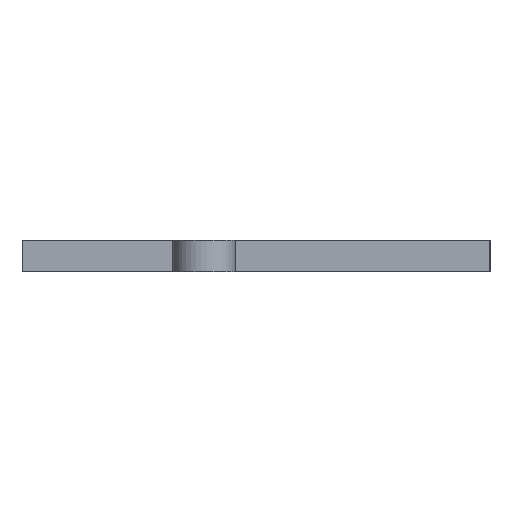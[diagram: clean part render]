
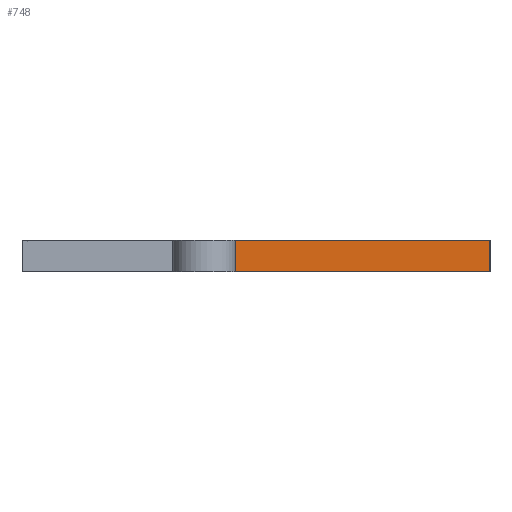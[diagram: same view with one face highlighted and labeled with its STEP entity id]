
A CAD part, left-side view. The second image highlights one B-rep face of the part: STEP entity #748.
In plain terms, the highlighted planar face has unit normal (-1, 0, 0).
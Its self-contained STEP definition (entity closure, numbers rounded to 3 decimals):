
#21 = EDGE_CURVE('',#22,#24,#26,.T.);
#22 = VERTEX_POINT('',#23);
#23 = CARTESIAN_POINT('',(-48.047,-20.,0.));
#24 = VERTEX_POINT('',#25);
#25 = CARTESIAN_POINT('',(-48.047,-20.,3.));
#26 = SURFACE_CURVE('',#27,(#31,#43),.PCURVE_S1.);
#27 = LINE('',#28,#29);
#28 = CARTESIAN_POINT('',(-48.047,-20.,0.));
#29 = VECTOR('',#30,1.);
#30 = DIRECTION('',(0.,0.,1.));
#31 = PCURVE('',#32,#37);
#32 = PLANE('',#33);
#33 = AXIS2_PLACEMENT_3D('',#34,#35,#36);
#34 = CARTESIAN_POINT('',(-48.047,-20.,0.));
#35 = DIRECTION('',(0.,1.,0.));
#36 = DIRECTION('',(1.,0.,0.));
#37 = DEFINITIONAL_REPRESENTATION('',(#38),#42);
#38 = LINE('',#39,#40);
#39 = CARTESIAN_POINT('',(0.,0.));
#40 = VECTOR('',#41,1.);
#41 = DIRECTION('',(0.,-1.));
#42 = ( GEOMETRIC_REPRESENTATION_CONTEXT(2) 
PARAMETRIC_REPRESENTATION_CONTEXT() REPRESENTATION_CONTEXT('2D SPACE',''
  ) );
#43 = PCURVE('',#44,#49);
#44 = PLANE('',#45);
#45 = AXIS2_PLACEMENT_3D('',#46,#47,#48);
#46 = CARTESIAN_POINT('',(-48.047,5.,0.));
#47 = DIRECTION('',(1.,0.,0.));
#48 = DIRECTION('',(0.,-1.,0.));
#49 = DEFINITIONAL_REPRESENTATION('',(#50),#54);
#50 = LINE('',#51,#52);
#51 = CARTESIAN_POINT('',(25.,0.));
#52 = VECTOR('',#53,1.);
#53 = DIRECTION('',(0.,-1.));
#54 = ( GEOMETRIC_REPRESENTATION_CONTEXT(2) 
PARAMETRIC_REPRESENTATION_CONTEXT() REPRESENTATION_CONTEXT('2D SPACE',''
  ) );
#72 = PLANE('',#73);
#73 = AXIS2_PLACEMENT_3D('',#74,#75,#76);
#74 = CARTESIAN_POINT('',(-0.409,3.386,3.));
#75 = DIRECTION('',(0.,0.,1.));
#76 = DIRECTION('',(1.,0.,0.));
#126 = PLANE('',#127);
#127 = AXIS2_PLACEMENT_3D('',#128,#129,#130);
#128 = CARTESIAN_POINT('',(-0.409,3.386,0.));
#129 = DIRECTION('',(0.,0.,1.));
#130 = DIRECTION('',(1.,0.,0.));
#643 = CYLINDRICAL_SURFACE('',#644,3.);
#644 = AXIS2_PLACEMENT_3D('',#645,#646,#647);
#645 = CARTESIAN_POINT('',(-49.705,7.5,0.));
#646 = DIRECTION('',(-0.,-0.,-1.));
#647 = DIRECTION('',(1.,0.,0.));
#681 = VERTEX_POINT('',#682);
#682 = CARTESIAN_POINT('',(-48.047,5.,3.));
#704 = EDGE_CURVE('',#705,#681,#707,.T.);
#705 = VERTEX_POINT('',#706);
#706 = CARTESIAN_POINT('',(-48.047,5.,0.));
#707 = SURFACE_CURVE('',#708,(#712,#719),.PCURVE_S1.);
#708 = LINE('',#709,#710);
#709 = CARTESIAN_POINT('',(-48.047,5.,0.));
#710 = VECTOR('',#711,1.);
#711 = DIRECTION('',(0.,0.,1.));
#712 = PCURVE('',#643,#713);
#713 = DEFINITIONAL_REPRESENTATION('',(#714),#718);
#714 = LINE('',#715,#716);
#715 = CARTESIAN_POINT('',(-5.298,0.));
#716 = VECTOR('',#717,1.);
#717 = DIRECTION('',(-0.,-1.));
#718 = ( GEOMETRIC_REPRESENTATION_CONTEXT(2) 
PARAMETRIC_REPRESENTATION_CONTEXT() REPRESENTATION_CONTEXT('2D SPACE',''
  ) );
#719 = PCURVE('',#44,#720);
#720 = DEFINITIONAL_REPRESENTATION('',(#721),#725);
#721 = LINE('',#722,#723);
#722 = CARTESIAN_POINT('',(0.,0.));
#723 = VECTOR('',#724,1.);
#724 = DIRECTION('',(0.,-1.));
#725 = ( GEOMETRIC_REPRESENTATION_CONTEXT(2) 
PARAMETRIC_REPRESENTATION_CONTEXT() REPRESENTATION_CONTEXT('2D SPACE',''
  ) );
#748 = ADVANCED_FACE('',(#749),#44,.F.);
#749 = FACE_BOUND('',#750,.F.);
#750 = EDGE_LOOP('',(#751,#752,#773,#774));
#751 = ORIENTED_EDGE('',*,*,#704,.T.);
#752 = ORIENTED_EDGE('',*,*,#753,.T.);
#753 = EDGE_CURVE('',#681,#24,#754,.T.);
#754 = SURFACE_CURVE('',#755,(#759,#766),.PCURVE_S1.);
#755 = LINE('',#756,#757);
#756 = CARTESIAN_POINT('',(-48.047,5.,3.));
#757 = VECTOR('',#758,1.);
#758 = DIRECTION('',(0.,-1.,0.));
#759 = PCURVE('',#44,#760);
#760 = DEFINITIONAL_REPRESENTATION('',(#761),#765);
#761 = LINE('',#762,#763);
#762 = CARTESIAN_POINT('',(0.,-3.));
#763 = VECTOR('',#764,1.);
#764 = DIRECTION('',(1.,0.));
#765 = ( GEOMETRIC_REPRESENTATION_CONTEXT(2) 
PARAMETRIC_REPRESENTATION_CONTEXT() REPRESENTATION_CONTEXT('2D SPACE',''
  ) );
#766 = PCURVE('',#72,#767);
#767 = DEFINITIONAL_REPRESENTATION('',(#768),#772);
#768 = LINE('',#769,#770);
#769 = CARTESIAN_POINT('',(-47.638,1.614));
#770 = VECTOR('',#771,1.);
#771 = DIRECTION('',(0.,-1.));
#772 = ( GEOMETRIC_REPRESENTATION_CONTEXT(2) 
PARAMETRIC_REPRESENTATION_CONTEXT() REPRESENTATION_CONTEXT('2D SPACE',''
  ) );
#773 = ORIENTED_EDGE('',*,*,#21,.F.);
#774 = ORIENTED_EDGE('',*,*,#775,.F.);
#775 = EDGE_CURVE('',#705,#22,#776,.T.);
#776 = SURFACE_CURVE('',#777,(#781,#788),.PCURVE_S1.);
#777 = LINE('',#778,#779);
#778 = CARTESIAN_POINT('',(-48.047,5.,0.));
#779 = VECTOR('',#780,1.);
#780 = DIRECTION('',(0.,-1.,0.));
#781 = PCURVE('',#44,#782);
#782 = DEFINITIONAL_REPRESENTATION('',(#783),#787);
#783 = LINE('',#784,#785);
#784 = CARTESIAN_POINT('',(0.,0.));
#785 = VECTOR('',#786,1.);
#786 = DIRECTION('',(1.,0.));
#787 = ( GEOMETRIC_REPRESENTATION_CONTEXT(2) 
PARAMETRIC_REPRESENTATION_CONTEXT() REPRESENTATION_CONTEXT('2D SPACE',''
  ) );
#788 = PCURVE('',#126,#789);
#789 = DEFINITIONAL_REPRESENTATION('',(#790),#794);
#790 = LINE('',#791,#792);
#791 = CARTESIAN_POINT('',(-47.638,1.614));
#792 = VECTOR('',#793,1.);
#793 = DIRECTION('',(0.,-1.));
#794 = ( GEOMETRIC_REPRESENTATION_CONTEXT(2) 
PARAMETRIC_REPRESENTATION_CONTEXT() REPRESENTATION_CONTEXT('2D SPACE',''
  ) );
